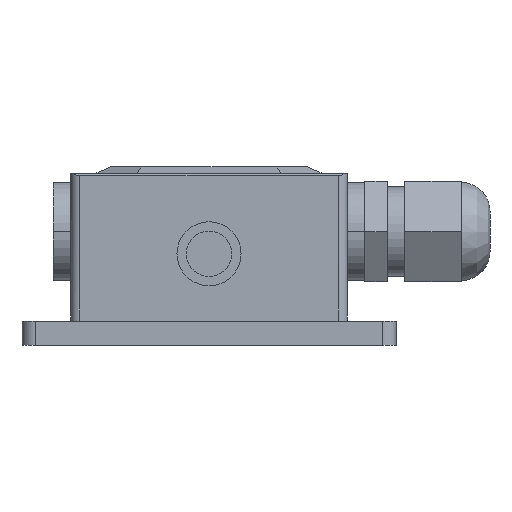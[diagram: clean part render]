
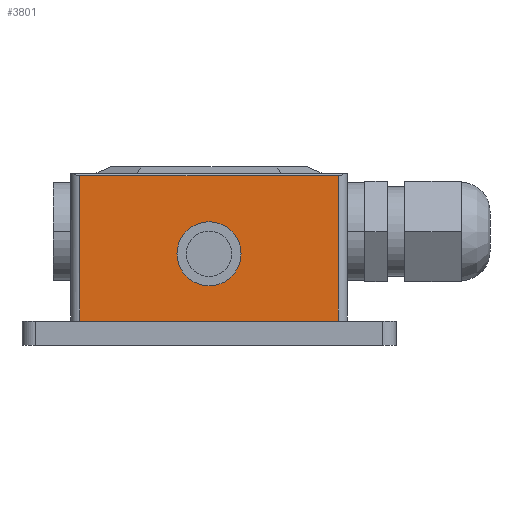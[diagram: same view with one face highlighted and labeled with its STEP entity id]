
A CAD part, front view. The second image highlights one B-rep face of the part: STEP entity #3801.
In plain terms, the highlighted planar face has unit normal (0, -1, 0).
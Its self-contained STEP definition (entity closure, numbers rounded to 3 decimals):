
#3727=CARTESIAN_POINT('',(71.,0.0,38.));
#3728=VERTEX_POINT('',#3727);
#3736=CARTESIAN_POINT('',(71.,0.,5.4));
#3737=VERTEX_POINT('',#3736);
#3738=CARTESIAN_POINT('',(71.,0.,38.));
#3739=DIRECTION('',(0.0,0.0,-1.0));
#3740=VECTOR('',#3739,32.6);
#3741=LINE('',#3738,#3740);
#3742=EDGE_CURVE('',#3728,#3737,#3741,.T.);
#3771=CARTESIAN_POINT('',(73.,0.0,38.));
#3772=DIRECTION('',(0.0,-1.0,0.0));
#3773=DIRECTION('',(1.0,0.0,0.0));
#3774=AXIS2_PLACEMENT_3D('',#3771,#3772,#3773);
#3775=PLANE('',#3774);
#3776=ORIENTED_EDGE('',*,*,#3742,.F.);
#3777=CARTESIAN_POINT('',(13.,0.,38.));
#3778=VERTEX_POINT('',#3777);
#3779=CARTESIAN_POINT('',(71.,0.,38.));
#3780=DIRECTION('',(-1.0,0.0,0.0));
#3781=VECTOR('',#3780,58.);
#3782=LINE('',#3779,#3781);
#3783=EDGE_CURVE('',#3728,#3778,#3782,.T.);
#3784=ORIENTED_EDGE('',*,*,#3783,.T.);
#3785=CARTESIAN_POINT('',(13.,0.0,5.4));
#3786=VERTEX_POINT('',#3785);
#3787=CARTESIAN_POINT('',(13.,0.,5.4));
#3788=DIRECTION('',(0.0,0.0,1.0));
#3789=VECTOR('',#3788,32.6);
#3790=LINE('',#3787,#3789);
#3791=EDGE_CURVE('',#3786,#3778,#3790,.T.);
#3792=ORIENTED_EDGE('',*,*,#3791,.F.);
#3793=CARTESIAN_POINT('',(71.,0.,5.4));
#3794=DIRECTION('',(-1.0,0.0,0.0));
#3795=VECTOR('',#3794,58.);
#3796=LINE('',#3793,#3795);
#3797=EDGE_CURVE('',#3737,#3786,#3796,.T.);
#3798=ORIENTED_EDGE('',*,*,#3797,.F.);
#3799=EDGE_LOOP('',(#3776,#3784,#3792,#3798));
#3800=FACE_OUTER_BOUND('',#3799,.T.);
#3801=ADVANCED_FACE('',(#3800),#3775,.T.);
